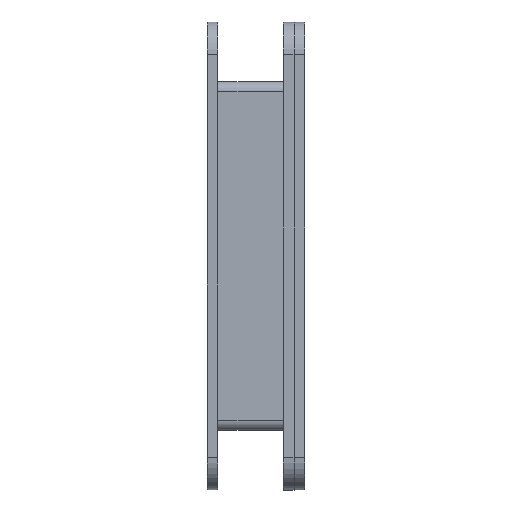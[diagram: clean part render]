
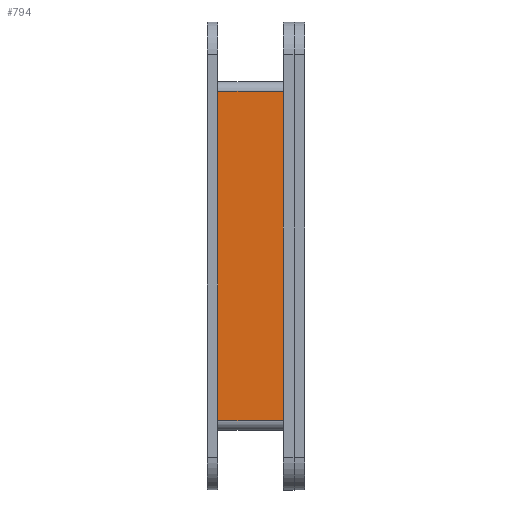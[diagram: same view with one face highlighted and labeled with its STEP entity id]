
A CAD part, front view. The second image highlights one B-rep face of the part: STEP entity #794.
In plain terms, the highlighted planar face has unit normal (0, -1, 0).
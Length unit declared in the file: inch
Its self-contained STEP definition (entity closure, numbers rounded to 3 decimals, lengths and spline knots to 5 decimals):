
#15 = CARTESIAN_POINT ( 'NONE',  ( 0.375, -2., 1.892 ) ) ;
#181 = PLANE ( 'NONE',  #903 ) ;
#198 = CARTESIAN_POINT ( 'NONE',  ( -0.375, -2., -2. ) ) ;
#230 = VERTEX_POINT ( 'NONE', #814 ) ;
#425 = EDGE_LOOP ( 'NONE', ( #1680, #2314, #1518, #1559 ) ) ;
#464 = CARTESIAN_POINT ( 'NONE',  ( 0.375, -2., -2. ) ) ;
#678 = DIRECTION ( 'NONE',  ( 0., 0., 1. ) ) ;
#787 = CARTESIAN_POINT ( 'NONE',  ( -0.375, -2., 1.892 ) ) ;
#794 = ADVANCED_FACE ( 'NONE', ( #1970 ), #181, .F. ) ;
#814 = CARTESIAN_POINT ( 'NONE',  ( 0.375, -2., -1.892 ) ) ;
#850 = CARTESIAN_POINT ( 'NONE',  ( -0.375, -2., -1.892 ) ) ;
#903 = AXIS2_PLACEMENT_3D ( 'NONE', #198, #2938, #678 ) ;
#918 = EDGE_CURVE ( 'NONE', #2740, #2310, #2765, .T. ) ;
#968 = CARTESIAN_POINT ( 'NONE',  ( -0.375, -2., 2. ) ) ;
#1093 = VECTOR ( 'NONE', #1989, 39.37008 ) ;
#1184 = EDGE_CURVE ( 'NONE', #230, #1441, #1650, .T. ) ;
#1441 = VERTEX_POINT ( 'NONE', #850 ) ;
#1518 = ORIENTED_EDGE ( 'NONE', *, *, #1184, .F. ) ;
#1559 = ORIENTED_EDGE ( 'NONE', *, *, #1977, .T. ) ;
#1600 = VECTOR ( 'NONE', #2641, 39.37008 ) ;
#1621 = CARTESIAN_POINT ( 'NONE',  ( -0.375, -2., -1.892 ) ) ;
#1650 = LINE ( 'NONE', #1621, #1600 ) ;
#1680 = ORIENTED_EDGE ( 'NONE', *, *, #918, .F. ) ;
#1942 = VECTOR ( 'NONE', #3006, 39.37008 ) ;
#1952 = LINE ( 'NONE', #464, #1093 ) ;
#1970 = FACE_OUTER_BOUND ( 'NONE', #425, .T. ) ;
#1977 = EDGE_CURVE ( 'NONE', #230, #2310, #1952, .T. ) ;
#1989 = DIRECTION ( 'NONE',  ( 0., 0., 1. ) ) ;
#2310 = VERTEX_POINT ( 'NONE', #15 ) ;
#2314 = ORIENTED_EDGE ( 'NONE', *, *, #2822, .F. ) ;
#2437 = DIRECTION ( 'NONE',  ( 0., 0., 1. ) ) ;
#2638 = VECTOR ( 'NONE', #2437, 39.37008 ) ;
#2641 = DIRECTION ( 'NONE',  ( -1., 0., 0. ) ) ;
#2740 = VERTEX_POINT ( 'NONE', #3013 ) ;
#2765 = LINE ( 'NONE', #787, #1942 ) ;
#2822 = EDGE_CURVE ( 'NONE', #1441, #2740, #2996, .T. ) ;
#2938 = DIRECTION ( 'NONE',  ( 0., 1., 0. ) ) ;
#2996 = LINE ( 'NONE', #968, #2638 ) ;
#3006 = DIRECTION ( 'NONE',  ( 1., 0., 0. ) ) ;
#3013 = CARTESIAN_POINT ( 'NONE',  ( -0.375, -2., 1.892 ) ) ;
